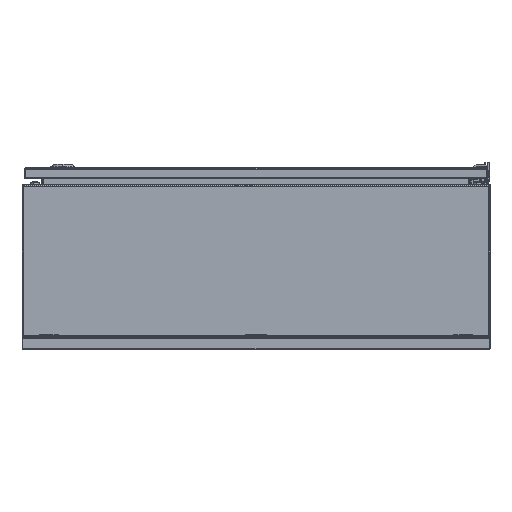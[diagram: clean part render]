
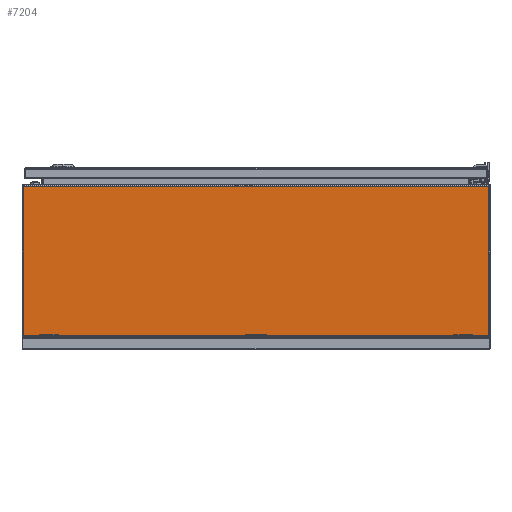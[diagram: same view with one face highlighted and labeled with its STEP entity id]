
A CAD part, front view. The second image highlights one B-rep face of the part: STEP entity #7204.
In plain terms, the highlighted planar face has unit normal (0, -1, 0).
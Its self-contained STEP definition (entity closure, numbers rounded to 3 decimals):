
#3778 = AXIS2_PLACEMENT_3D ( 'NONE', #100579, #68301, #52566 ) ;
#6480 = CARTESIAN_POINT ( 'NONE',  ( 273.5, -400., 191.5 ) ) ;
#7204 = ADVANCED_FACE ( 'NONE', ( #79246 ), #20316, .T. ) ;
#8828 = CARTESIAN_POINT ( 'NONE',  ( -273.5, -400., 15.5 ) ) ;
#15685 = CARTESIAN_POINT ( 'NONE',  ( 273.5, -400., 15.5 ) ) ;
#16771 = CARTESIAN_POINT ( 'NONE',  ( 275., -400., 191.5 ) ) ;
#17640 = DIRECTION ( 'NONE',  ( 0., 0., -1. ) ) ;
#19141 = CARTESIAN_POINT ( 'NONE',  ( 273.5, -400., 15.5 ) ) ;
#20316 = PLANE ( 'NONE',  #3778 ) ;
#21412 = LINE ( 'NONE', #16771, #59854 ) ;
#24875 = VERTEX_POINT ( 'NONE', #103612 ) ;
#28189 = VECTOR ( 'NONE', #17640, 1000. ) ;
#31601 = EDGE_CURVE ( 'NONE', #54778, #82380, #60033, .T. ) ;
#35774 = DIRECTION ( 'NONE',  ( -1., 0., 0. ) ) ;
#39970 = ORIENTED_EDGE ( 'NONE', *, *, #103707, .F. ) ;
#49187 = CARTESIAN_POINT ( 'NONE',  ( -273.5, -400., 191.5 ) ) ;
#52566 = DIRECTION ( 'NONE',  ( 1., 0., 0. ) ) ;
#54778 = VERTEX_POINT ( 'NONE', #15685 ) ;
#55047 = ORIENTED_EDGE ( 'NONE', *, *, #63353, .F. ) ;
#59854 = VECTOR ( 'NONE', #84399, 1000. ) ;
#60033 = LINE ( 'NONE', #19141, #77897 ) ;
#63212 = VERTEX_POINT ( 'NONE', #8828 ) ;
#63353 = EDGE_CURVE ( 'NONE', #54778, #63212, #92404, .T. ) ;
#65337 = LINE ( 'NONE', #49187, #28189 ) ;
#65791 = CARTESIAN_POINT ( 'NONE',  ( 275., -400., 15.5 ) ) ;
#68301 = DIRECTION ( 'NONE',  ( 0., -1., 0. ) ) ;
#77218 = EDGE_CURVE ( 'NONE', #24875, #63212, #65337, .T. ) ;
#77897 = VECTOR ( 'NONE', #100120, 1000. ) ;
#79246 = FACE_OUTER_BOUND ( 'NONE', #82763, .T. ) ;
#82380 = VERTEX_POINT ( 'NONE', #6480 ) ;
#82763 = EDGE_LOOP ( 'NONE', ( #39970, #97919, #55047, #88129 ) ) ;
#84399 = DIRECTION ( 'NONE',  ( 1., 0., 0. ) ) ;
#88129 = ORIENTED_EDGE ( 'NONE', *, *, #31601, .T. ) ;
#92404 = LINE ( 'NONE', #65791, #94986 ) ;
#94986 = VECTOR ( 'NONE', #35774, 1000. ) ;
#97919 = ORIENTED_EDGE ( 'NONE', *, *, #77218, .T. ) ;
#100120 = DIRECTION ( 'NONE',  ( 0., 0., 1. ) ) ;
#100579 = CARTESIAN_POINT ( 'NONE',  ( 275., -400., 15.5 ) ) ;
#103612 = CARTESIAN_POINT ( 'NONE',  ( -273.5, -400., 191.5 ) ) ;
#103707 = EDGE_CURVE ( 'NONE', #24875, #82380, #21412, .T. ) ;
